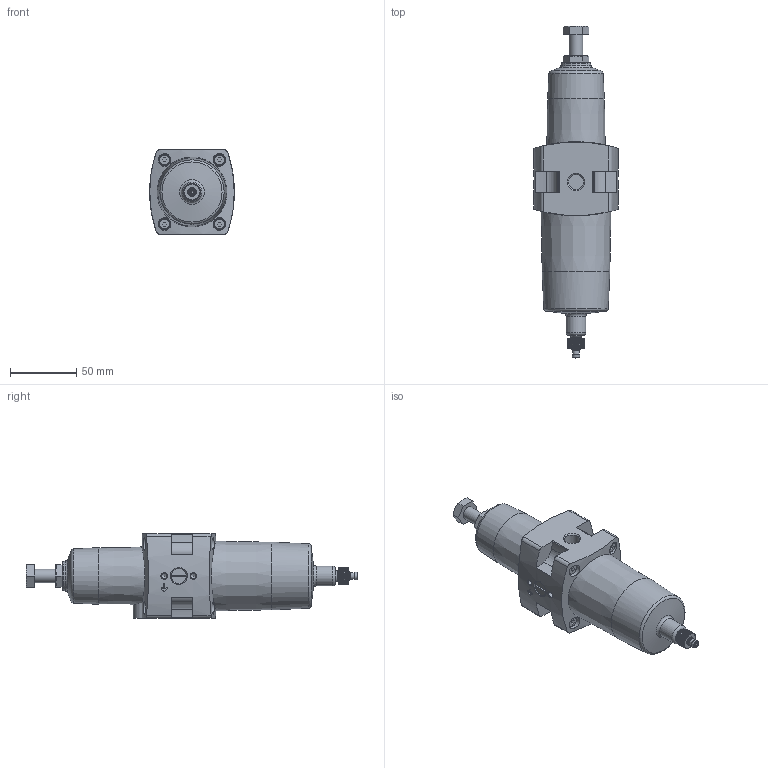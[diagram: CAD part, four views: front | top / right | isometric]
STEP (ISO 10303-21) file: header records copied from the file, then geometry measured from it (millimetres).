
FILE_DESCRIPTION(/* description */ ('STEP AP214'),/* implementation_level */ '2;1');
FILE_NAME(/* name */ '5394669_PCRP-64-G14-7-C-R1-M-T19',/* time_stamp */ '2024-09-13T16:40:53+02:00',/* author */ ('License CC BY-ND 4.0'),/* organization */ ('CADENAS'),/* preprocessor_version */ 'ST-DEVELOPER v19.3',/* originating_system */ 'PARTsolutions',/* authorisation */ ' ');
FILE_SCHEMA (('AUTOMOTIVE_DESIGN {1 0 10303 214 3 1 1}'));
Length unit declared in the file: millimetre
Products named in the file (6): 5394669 PCRP-64-G14-7-C-R1-M-T19; 5394669 PCRP-64-G14-7-C-R1-M-T19---(h); 4872197 PCRP---(s); DIN-439-B - M10(F); 4919432 PCRP-64---(s); 4791639 PCRP---(s)
Assembly tree (6 placements, depth 2):
  5394669 PCRP-64-G14-7-C-R1-M-T19
    5394669 PCRP-64-G14-7-C-R1-M-T19---(h)
    4872197 PCRP---(s)  x2
    DIN-439-B - M10(F)
    4919432 PCRP-64---(s)
    4791639 PCRP---(s)
Bounding box: 64 x 251.3 x 64 mm (x, y, z)
Volume: 428091.3 mm3; surface area: 52614.9 mm2
Topology: 6 solids, 6 shells, 450 faces, 1104 edges, 715 vertices
Faces by surface type: plane 279, cylinder 96, cone 42, torus 33
Full cylindrical faces by diameter (mm): 1.5 x1, 2.5 x2, 3 x1, 4.134 x4, 4.95 x1, 5 x1, 5.7 x1, 6 x4, 6.3 x1, 7.5 x1, 7.7 x1, 8 x1, 8.2 x1, 8.376 x3, 8.5 x8, 8.566 x1, 8.64 x2, 9.5 x8, 10 x2, 11 x2, 11.445 x4, 13.157 x2, 15 x1
Entity records: 12757 total; most frequent: CARTESIAN_POINT 3255, ORIENTED_EDGE 1880, DIRECTION 1746, EDGE_CURVE 940, VERTEX_POINT 681, AXIS2_PLACEMENT_3D 678, FACE_BOUND 609, EDGE_LOOP 604
